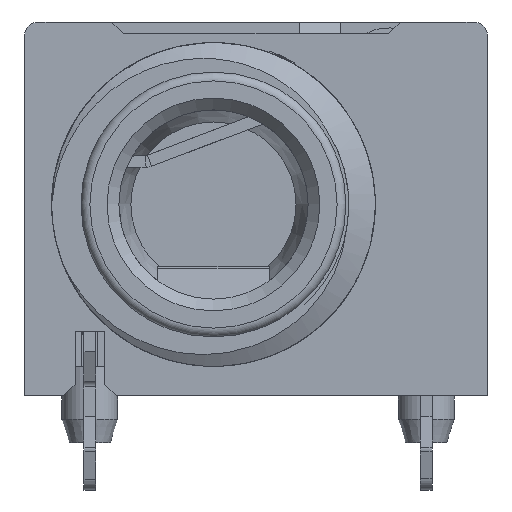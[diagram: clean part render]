
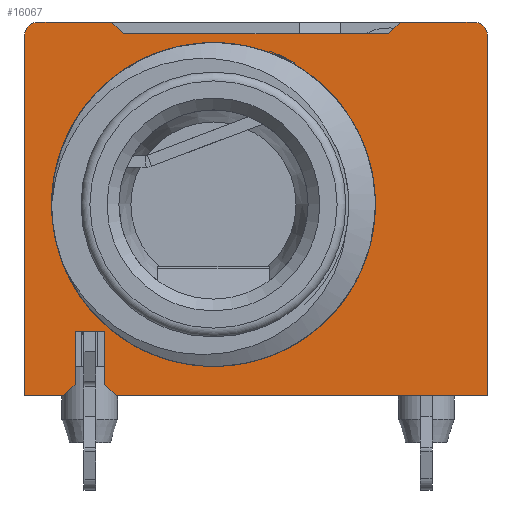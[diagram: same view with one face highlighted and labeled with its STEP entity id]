
A CAD part, front view. The second image highlights one B-rep face of the part: STEP entity #16067.
In plain terms, the highlighted planar face has unit normal (0, -1, 0).
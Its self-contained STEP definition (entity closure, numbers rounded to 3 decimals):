
#15893=CARTESIAN_POINT('',(-3.7,0.0,0.4));
#15894=VERTEX_POINT('',#15893);
#15895=CARTESIAN_POINT('',(-3.7,0.0,2.2));
#15896=VERTEX_POINT('',#15895);
#15897=CARTESIAN_POINT('',(-3.7,0.0,0.4));
#15898=DIRECTION('',(0.0,0.0,1.0));
#15899=VECTOR('',#15898,1.0);
#15900=LINE('',#15897,#15899);
#15901=EDGE_CURVE('n� 76',#15894,#15896,#15900,.T.);
#15902=ORIENTED_EDGE('',*,*,#15901,.F.);
#15903=CARTESIAN_POINT('',(-3.3,0.0,0.0));
#15904=VERTEX_POINT('',#15903);
#15905=CARTESIAN_POINT('',(-3.7,0.0,0.4));
#15906=DIRECTION('',(0.707,-0.0,-0.707));
#15907=VECTOR('',#15906,1.0);
#15908=LINE('',#15905,#15907);
#15909=EDGE_CURVE('n� 79',#15894,#15904,#15908,.T.);
#15910=ORIENTED_EDGE('',*,*,#15909,.T.);
#15911=CARTESIAN_POINT('',(9.32,0.0,0.0));
#15912=VERTEX_POINT('',#15911);
#15913=CARTESIAN_POINT('',(9.32,0.0,0.0));
#15914=DIRECTION('',(-1.0,0.0,0.0));
#15915=VECTOR('',#15914,1.0);
#15916=LINE('',#15913,#15915);
#15917=EDGE_CURVE('n� 81',#15912,#15904,#15916,.T.);
#15918=ORIENTED_EDGE('',*,*,#15917,.F.);
#15919=CARTESIAN_POINT('',(9.32,-0.0,12.2));
#15920=VERTEX_POINT('',#15919);
#15921=CARTESIAN_POINT('',(9.32,-0.0,12.2));
#15922=DIRECTION('',(-0.0,0.0,-1.0));
#15923=VECTOR('',#15922,1.0);
#15924=LINE('',#15921,#15923);
#15925=EDGE_CURVE('n� 83',#15920,#15912,#15924,.T.);
#15926=ORIENTED_EDGE('',*,*,#15925,.F.);
#15927=CARTESIAN_POINT('',(8.82,-0.0,12.7));
#15928=VERTEX_POINT('',#15927);
#15929=CARTESIAN_POINT('',(8.82,-0.0,12.2));
#15930=DIRECTION('',(0.0,1.0,0.0));
#15931=DIRECTION('',(1.0,0.0,0.0));
#15932=AXIS2_PLACEMENT_3D('',#15929,#15930,#15931);
#15933=CIRCLE('',#15932,0.5);
#15934=EDGE_CURVE('n� 85',#15928,#15920,#15933,.T.);
#15935=ORIENTED_EDGE('',*,*,#15934,.F.);
#15936=CARTESIAN_POINT('',(6.345,-0.0,12.7));
#15937=VERTEX_POINT('',#15936);
#15938=CARTESIAN_POINT('',(6.345,-0.0,12.7));
#15939=DIRECTION('',(1.0,0.0,0.0));
#15940=VECTOR('',#15939,1.0);
#15941=LINE('',#15938,#15940);
#15942=EDGE_CURVE('n� 87',#15937,#15928,#15941,.T.);
#15943=ORIENTED_EDGE('',*,*,#15942,.F.);
#15944=CARTESIAN_POINT('',(5.945,-0.0,12.3));
#15945=VERTEX_POINT('',#15944);
#15946=CARTESIAN_POINT('',(5.945,-0.0,12.3));
#15947=DIRECTION('',(0.707,-0.0,0.707));
#15948=VECTOR('',#15947,1.0);
#15949=LINE('',#15946,#15948);
#15950=EDGE_CURVE('n� 89',#15945,#15937,#15949,.T.);
#15951=ORIENTED_EDGE('',*,*,#15950,.F.);
#15952=CARTESIAN_POINT('',(-3.055,-0.0,12.3));
#15953=VERTEX_POINT('',#15952);
#15954=CARTESIAN_POINT('',(-3.055,-0.0,12.3));
#15955=DIRECTION('',(1.0,-0.0,0.0));
#15956=VECTOR('',#15955,1.0);
#15957=LINE('',#15954,#15956);
#15958=EDGE_CURVE('n� 91',#15953,#15945,#15957,.T.);
#15959=ORIENTED_EDGE('',*,*,#15958,.F.);
#15960=CARTESIAN_POINT('',(-3.455,-0.0,12.7));
#15961=VERTEX_POINT('',#15960);
#15962=CARTESIAN_POINT('',(-3.455,-0.0,12.7));
#15963=DIRECTION('',(0.707,0.0,-0.707));
#15964=VECTOR('',#15963,1.0);
#15965=LINE('',#15962,#15964);
#15966=EDGE_CURVE('n� 93',#15961,#15953,#15965,.T.);
#15967=ORIENTED_EDGE('',*,*,#15966,.F.);
#15968=CARTESIAN_POINT('',(-5.93,-0.0,12.7));
#15969=VERTEX_POINT('',#15968);
#15970=CARTESIAN_POINT('',(-5.93,-0.0,12.7));
#15971=DIRECTION('',(1.0,0.0,-0.0));
#15972=VECTOR('',#15971,1.0);
#15973=LINE('',#15970,#15972);
#15974=EDGE_CURVE('n� 95',#15969,#15961,#15973,.T.);
#15975=ORIENTED_EDGE('',*,*,#15974,.F.);
#15976=CARTESIAN_POINT('',(-6.43,-0.0,12.2));
#15977=VERTEX_POINT('',#15976);
#15978=CARTESIAN_POINT('',(-5.93,-0.0,12.2));
#15979=DIRECTION('',(0.0,1.0,0.0));
#15980=DIRECTION('',(1.0,0.0,0.0));
#15981=AXIS2_PLACEMENT_3D('',#15978,#15979,#15980);
#15982=CIRCLE('',#15981,0.5);
#15983=EDGE_CURVE('n� 97',#15977,#15969,#15982,.T.);
#15984=ORIENTED_EDGE('',*,*,#15983,.F.);
#15985=CARTESIAN_POINT('',(-6.43,0.0,0.0));
#15986=VERTEX_POINT('',#15985);
#15987=CARTESIAN_POINT('',(-6.43,0.0,0.0));
#15988=DIRECTION('',(0.0,-0.0,1.0));
#15989=VECTOR('',#15988,1.0);
#15990=LINE('',#15987,#15989);
#15991=EDGE_CURVE('n� 99',#15986,#15977,#15990,.T.);
#15992=ORIENTED_EDGE('',*,*,#15991,.F.);
#15993=CARTESIAN_POINT('',(-5.1,0.0,0.0));
#15994=VERTEX_POINT('',#15993);
#15995=CARTESIAN_POINT('',(-5.1,0.0,0.0));
#15996=DIRECTION('',(-1.0,0.0,0.0));
#15997=VECTOR('',#15996,1.0);
#15998=LINE('',#15995,#15997);
#15999=EDGE_CURVE('n� 101',#15994,#15986,#15998,.T.);
#16000=ORIENTED_EDGE('',*,*,#15999,.F.);
#16001=CARTESIAN_POINT('',(-4.7,0.0,0.4));
#16002=VERTEX_POINT('',#16001);
#16003=CARTESIAN_POINT('',(-5.1,0.0,0.0));
#16004=DIRECTION('',(0.707,0.0,0.707));
#16005=VECTOR('',#16004,1.0);
#16006=LINE('',#16003,#16005);
#16007=EDGE_CURVE('n� 103',#15994,#16002,#16006,.T.);
#16008=ORIENTED_EDGE('',*,*,#16007,.T.);
#16009=CARTESIAN_POINT('',(-4.7,0.0,2.2));
#16010=VERTEX_POINT('',#16009);
#16011=CARTESIAN_POINT('',(-4.7,0.0,0.4));
#16012=DIRECTION('',(0.0,0.0,1.0));
#16013=VECTOR('',#16012,1.0);
#16014=LINE('',#16011,#16013);
#16015=EDGE_CURVE('n� 105',#16002,#16010,#16014,.T.);
#16016=ORIENTED_EDGE('',*,*,#16015,.T.);
#16017=CARTESIAN_POINT('',(-3.7,0.0,2.2));
#16018=DIRECTION('',(-1.0,-0.0,0.0));
#16019=VECTOR('',#16018,1.0);
#16020=LINE('',#16017,#16019);
#16021=EDGE_CURVE('n� 107',#15896,#16010,#16020,.T.);
#16022=ORIENTED_EDGE('',*,*,#16021,.F.);
#16023=EDGE_LOOP('',(
    #15902,#15910,#15918,#15926,#15935,#15943,#15951,#15959,#15967,#15975,
    #15984,#15992,#16000,#16008,#16016,#16022));
#16024=FACE_OUTER_BOUND('',#16023,.T.);
#16025=CARTESIAN_POINT('',(2.743,-0.0,11.267));
#16026=VERTEX_POINT('',#16025);
#16027=CARTESIAN_POINT('',(2.768,-0.0,11.31));
#16028=VERTEX_POINT('',#16027);
#16029=CARTESIAN_POINT('',(2.743,-0.0,11.267));
#16030=DIRECTION('',(0.499,-0.0,0.867));
#16031=VECTOR('',#16030,1.0);
#16032=LINE('',#16029,#16031);
#16033=EDGE_CURVE('n� 109',#16026,#16028,#16032,.T.);
#16034=ORIENTED_EDGE('',*,*,#16033,.F.);
#16035=CARTESIAN_POINT('',(2.594,-0.0,11.35));
#16036=VERTEX_POINT('',#16035);
#16037=CARTESIAN_POINT('',(-0.0,0.0,6.5));
#16038=DIRECTION('',(0.0,-1.0,-0.0));
#16039=DIRECTION('',(-1.0,0.0,0.0));
#16040=AXIS2_PLACEMENT_3D('',#16037,#16038,#16039);
#16041=CIRCLE('',#16040,5.5);
#16042=EDGE_CURVE('n� 112',#16036,#16026,#16041,.T.);
#16043=ORIENTED_EDGE('',*,*,#16042,.F.);
#16044=CARTESIAN_POINT('',(1.898,-0.0,11.715));
#16045=VERTEX_POINT('',#16044);
#16046=CARTESIAN_POINT('',(0.296,-0.0,8.104));
#16047=DIRECTION('',(-0.0,-1.0,-0.0));
#16048=DIRECTION('',(0.919,0.0,-0.394));
#16049=AXIS2_PLACEMENT_3D('',#16046,#16047,#16048);
#16050=ELLIPSE('',#16049,4.747,3.95);
#16051=EDGE_CURVE('n� 114',#16036,#16045,#16050,.T.);
#16052=ORIENTED_EDGE('',*,*,#16051,.T.);
#16053=CARTESIAN_POINT('',(0.612,0.0,7.961));
#16054=DIRECTION('',(-0.0,1.0,0.0));
#16055=DIRECTION('',(0.922,0.0,-0.387));
#16056=AXIS2_PLACEMENT_3D('',#16053,#16054,#16055);
#16057=ELLIPSE('',#16056,4.764,3.965);
#16058=EDGE_CURVE('n� 116',#16045,#16028,#16057,.T.);
#16059=ORIENTED_EDGE('',*,*,#16058,.T.);
#16060=EDGE_LOOP('',(#16034,#16043,#16052,#16059));
#16061=FACE_BOUND('',#16060,.T.);
#16062=CARTESIAN_POINT('',(-5.93,-0.0,12.2));
#16063=DIRECTION('',(0.0,1.0,0.0));
#16064=DIRECTION('',(0.0,0.0,-1.0));
#16065=AXIS2_PLACEMENT_3D('',#16062,#16063,#16064);
#16066=PLANE('',#16065);
#16067=ADVANCED_FACE('n� 74',(#16024,#16061),#16066,.F.);
